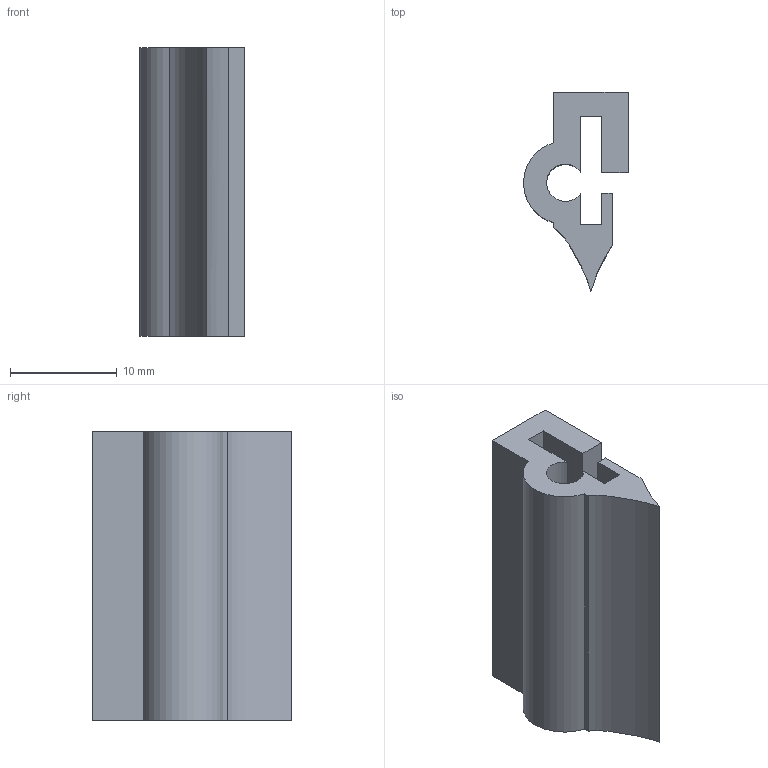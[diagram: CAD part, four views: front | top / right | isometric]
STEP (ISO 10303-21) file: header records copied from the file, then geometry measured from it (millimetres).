
FILE_DESCRIPTION(/* description */ (''),/* implementation_level */ '2;1');
FILE_NAME(/* name */ 'Raclette v1.step',/* time_stamp */ '2024-07-29T22:57:48+02:00',/* author */ (''),/* organization */ (''),/* preprocessor_version */ 'ST-DEVELOPER v20',/* originating_system */ 'Autodesk Translation Framework v13.14.0.145',/* authorisation */ '');
FILE_SCHEMA (('AUTOMOTIVE_DESIGN { 1 0 10303 214 3 1 1 }'));
Length unit declared in the file: millimetre
Products named in the file (1): (Non enregistré)
Bounding box: 9.79 x 18.69 x 27 mm (x, y, z)
Volume: 2169.7 mm3; surface area: 2288.1 mm2
Topology: 1 solids, 1 shells, 19 faces, 51 edges, 34 vertices
Faces by surface type: plane 15, bspline 2, cylinder 2
Entity records: 713 total; most frequent: CARTESIAN_POINT 218, ORIENTED_EDGE 102, DIRECTION 86, EDGE_CURVE 51, LINE 42, VECTOR 42, VERTEX_POINT 34, AXIS2_PLACEMENT_3D 22
